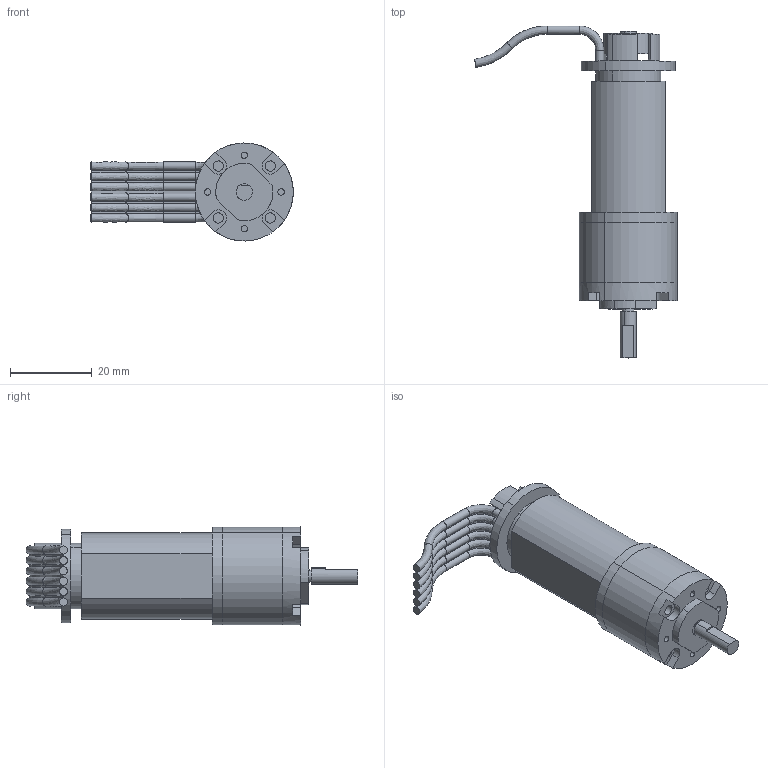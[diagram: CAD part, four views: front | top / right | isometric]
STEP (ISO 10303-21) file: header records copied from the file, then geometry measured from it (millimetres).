
FILE_DESCRIPTION(('CATIA V5 STEP Exchange'),'2;1');
FILE_NAME('digilent 290-008.stp','2019-03-10T22:03:25+00:00',('none'),('none'),'CATIA Version 5 Release 19 SP 8 (IN-10)','CATIA V5 STEP AP203','none');
FILE_SCHEMA(('CONFIG_CONTROL_DESIGN'));
Length unit declared in the file: millimetre
Products named in the file (1): motoreducteur 1-53eme 6V digilent 290-008 - IG220053X00085R
Assembly tree (2 placements, depth 2):
  motoreducteur 1-53eme 6V digilent 290-008 - IG220053X00085R
    #58
    #5567
Bounding box: 49.62 x 81.28 x 23.99 mm (x, y, z)
Volume: 19146 mm3; surface area: 14059.3 mm2
Topology: 5 solids, 5 shells, 220 faces, 494 edges, 302 vertices
Faces by surface type: cylinder 114, plane 76, revolution 30
Entity records: 5996 total; most frequent: CARTESIAN_POINT 1455, ORIENTED_EDGE 988, DIRECTION 702, EDGE_CURVE 494, AXIS2_PLACEMENT_3D 339, VERTEX_POINT 302, EDGE_LOOP 248, CIRCLE 238
